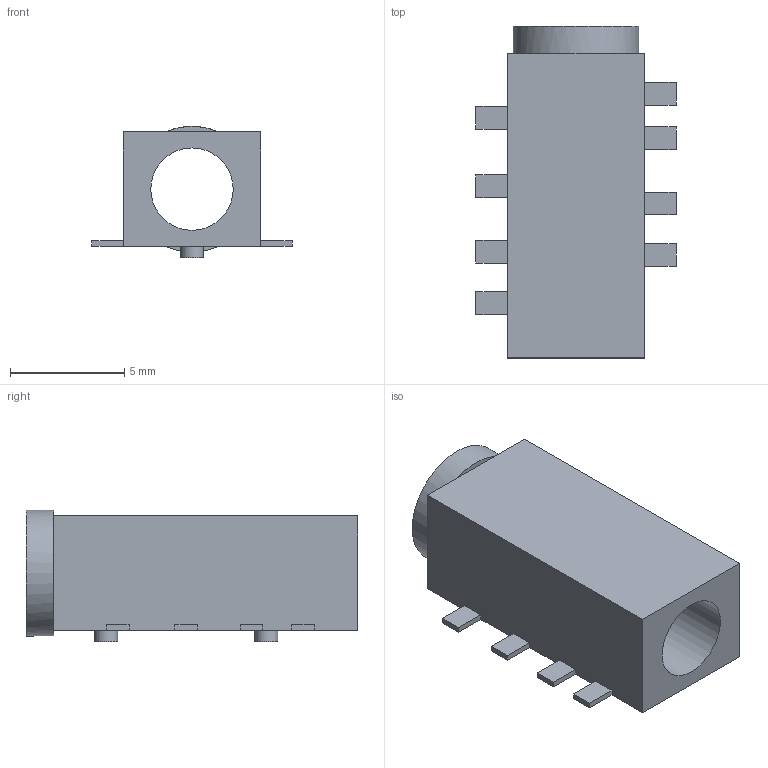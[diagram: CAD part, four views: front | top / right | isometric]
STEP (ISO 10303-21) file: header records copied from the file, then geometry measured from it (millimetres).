
FILE_DESCRIPTION(('FreeCAD Model'),'2;1');
FILE_NAME('Open CASCADE Shape Model','2025-11-01T10:37:14',('Author'),( ''),'Open CASCADE STEP processor 7.8','FreeCAD','Unknown');
FILE_SCHEMA(('AUTOMOTIVE_DESIGN { 1 0 10303 214 1 1 1 1 }'));
Length unit declared in the file: millimetre
Products named in the file (1): Body
Bounding box: 8.75 x 14.5 x 5.75 mm (x, y, z)
Volume: 283.5 mm3; surface area: 549.2 mm2
Topology: 1 solids, 1 shells, 48 faces, 128 edges, 84 vertices
Faces by surface type: plane 44, cylinder 4
Full cylindrical faces by diameter (mm): 1 x2, 3.6 x1, 5.5 x1
Entity records: 1498 total; most frequent: CARTESIAN_POINT 261, ORIENTED_EDGE 256, DIRECTION 238, EDGE_CURVE 128, LINE 116, VECTOR 116, VERTEX_POINT 84, AXIS2_PLACEMENT_3D 61
